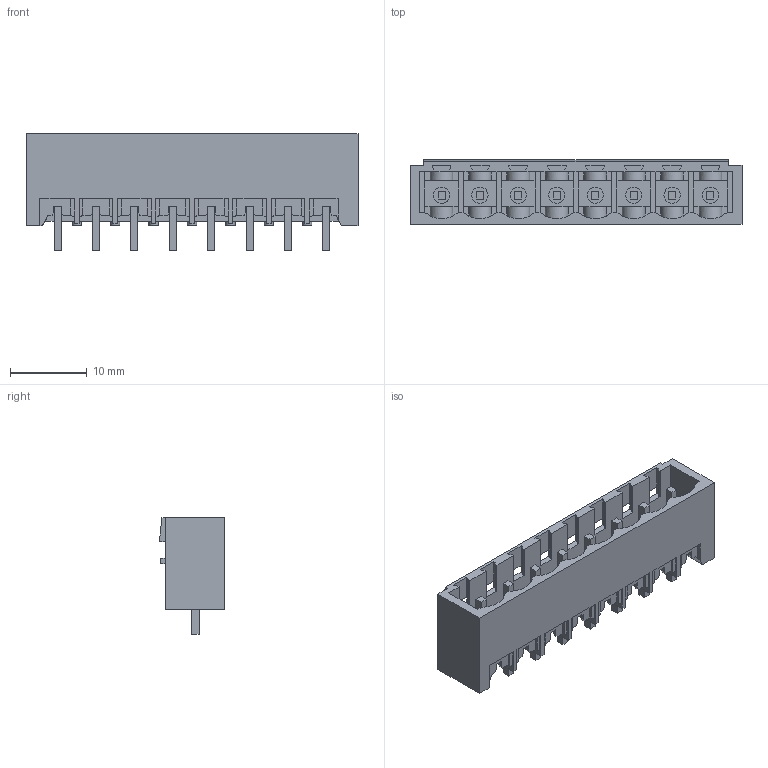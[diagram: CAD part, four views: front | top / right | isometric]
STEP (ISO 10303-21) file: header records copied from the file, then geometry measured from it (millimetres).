
FILE_DESCRIPTION(('CATIA V5 STEP Exchange','CAx-IF Rec.Pracs.--- Model Styling and Organization---1.2---2011-12-15'),'2;1');
FILE_NAME ('D1457139_0_1841220000_1841220000.stp','2018-04-11T11:03:23+00:00',('none'),('Weidmueller'),'CATIA Version 5-6 Release 2014','CATIA V5 STEP AP214','none');
FILE_SCHEMA(('AUTOMOTIVE_DESIGN { 1 0 10303 214 1 1 1 1 }'));
Length unit declared in the file: millimetre
Products named in the file (1): 1841220000
Bounding box: 43.2 x 8.43 x 15.2 mm (x, y, z)
Volume: 1620.5 mm3; surface area: 3804.3 mm2
Topology: 9 solids, 9 shells, 557 faces, 1685 edges, 1132 vertices
Faces by surface type: plane 475, cylinder 70, extrusion 12
Entity records: 17859 total; most frequent: CARTESIAN_POINT 3688, ORIENTED_EDGE 3370, DIRECTION 2254, EDGE_CURVE 1685, VECTOR 1420, LINE 1408, VERTEX_POINT 1132, EDGE_LOOP 575
